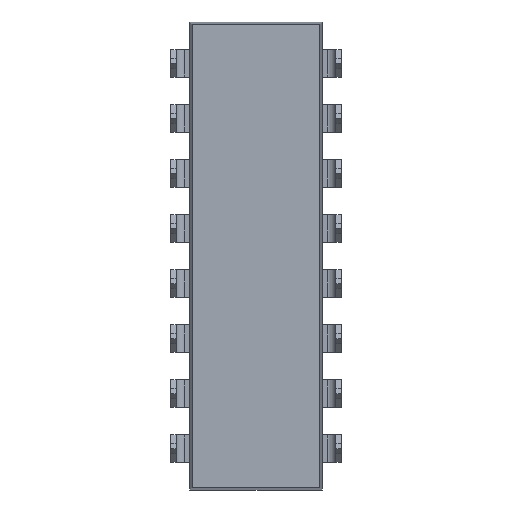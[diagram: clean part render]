
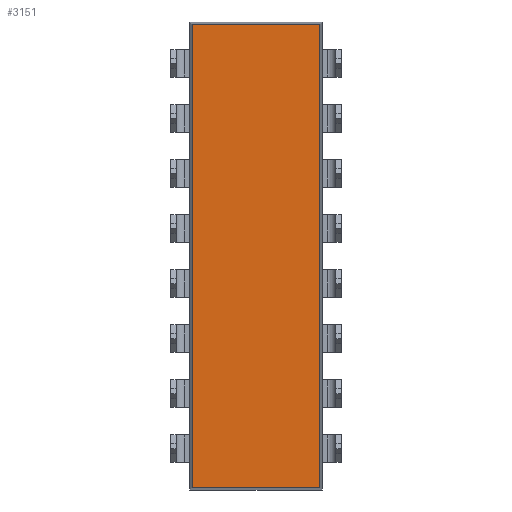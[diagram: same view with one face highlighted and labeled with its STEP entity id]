
A CAD part, front view. The second image highlights one B-rep face of the part: STEP entity #3151.
In plain terms, the highlighted planar face has unit normal (0, -1, 0).
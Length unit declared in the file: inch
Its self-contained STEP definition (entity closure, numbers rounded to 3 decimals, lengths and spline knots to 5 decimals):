
#2906 = VERTEX_POINT ( 'NONE', #6019 ) ;
#2910 = VERTEX_POINT ( 'NONE', #5982 ) ;
#2911 = ORIENTED_EDGE ( 'NONE', *, *, #2912, .T. ) ;
#2912 = EDGE_CURVE ( 'NONE', #2910, #2913, #5981, .T. ) ;
#2913 = VERTEX_POINT ( 'NONE', #5977 ) ;
#2914 = ORIENTED_EDGE ( 'NONE', *, *, #3103, .T. ) ;
#3103 = EDGE_CURVE ( 'NONE', #2913, #3104, #6324, .T. ) ;
#3104 = VERTEX_POINT ( 'NONE', #6320 ) ;
#3105 = ORIENTED_EDGE ( 'NONE', *, *, #3106, .T. ) ;
#3106 = EDGE_CURVE ( 'NONE', #3104, #2906, #6318, .T. ) ;
#3151 = ADVANCED_FACE ( 'NONE', ( #7925 ), #7863, .T. ) ;
#3152 = EDGE_LOOP ( 'NONE', ( #3153, #2911, #2914, #3105 ) ) ;
#3153 = ORIENTED_EDGE ( 'NONE', *, *, #3154, .T. ) ;
#3154 = EDGE_CURVE ( 'NONE', #2906, #2910, #7862, .T. ) ;
#5977 = CARTESIAN_POINT ( 'NONE',  ( 0.03437, 0.015, -0.07063 ) ) ;
#5978 = DIRECTION ( 'NONE',  ( 0., 0., -1. ) ) ;
#5979 = VECTOR ( 'NONE', #5978, 39.37008 ) ;
#5980 = CARTESIAN_POINT ( 'NONE',  ( 0.03437, 0.015, -0.075 ) ) ;
#5981 = LINE ( 'NONE', #5980, #5979 ) ;
#5982 = CARTESIAN_POINT ( 'NONE',  ( 0.03437, 0.015, 0.77063 ) ) ;
#6019 = CARTESIAN_POINT ( 'NONE',  ( 0.26563, 0.015, 0.77063 ) ) ;
#6315 = DIRECTION ( 'NONE',  ( 0., 0., 1. ) ) ;
#6316 = VECTOR ( 'NONE', #6315, 39.37008 ) ;
#6317 = CARTESIAN_POINT ( 'NONE',  ( 0.26563, 0.015, 0.775 ) ) ;
#6318 = LINE ( 'NONE', #6317, #6316 ) ;
#6320 = CARTESIAN_POINT ( 'NONE',  ( 0.26563, 0.015, -0.07063 ) ) ;
#6321 = DIRECTION ( 'NONE',  ( 1., 0., 0. ) ) ;
#6322 = VECTOR ( 'NONE', #6321, 39.37008 ) ;
#6323 = CARTESIAN_POINT ( 'NONE',  ( 0.27, 0.015, -0.07063 ) ) ;
#6324 = LINE ( 'NONE', #6323, #6322 ) ;
#7855 = DIRECTION ( 'NONE',  ( -1., 0., 0. ) ) ;
#7856 = VECTOR ( 'NONE', #7855, 39.37008 ) ;
#7857 = CARTESIAN_POINT ( 'NONE',  ( 0.03, 0.015, 0.77063 ) ) ;
#7858 = DIRECTION ( 'NONE',  ( 0., 0., -1. ) ) ;
#7859 = DIRECTION ( 'NONE',  ( 0., -1., 0. ) ) ;
#7860 = CARTESIAN_POINT ( 'NONE',  ( 0.27, 0.015, -0.075 ) ) ;
#7861 = AXIS2_PLACEMENT_3D ( 'NONE', #7860, #7859, #7858 ) ;
#7862 = LINE ( 'NONE', #7857, #7856 ) ;
#7863 = PLANE ( 'NONE',  #7861 ) ;
#7925 = FACE_OUTER_BOUND ( 'NONE', #3152, .T. ) ;
